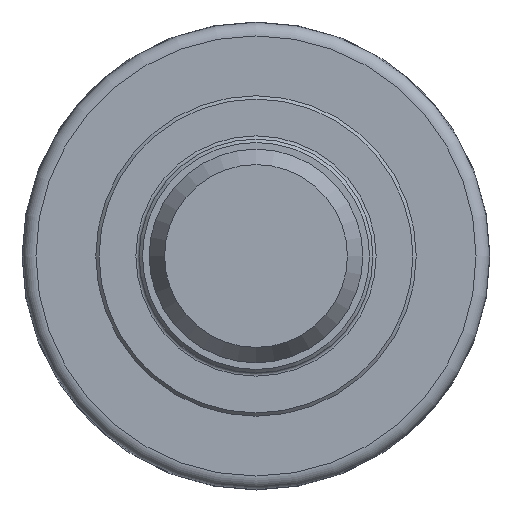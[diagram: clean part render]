
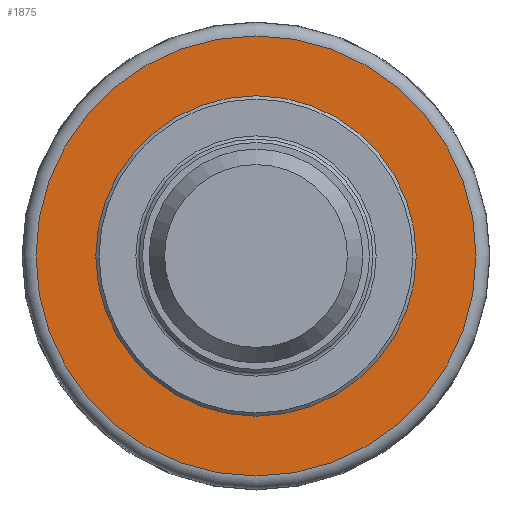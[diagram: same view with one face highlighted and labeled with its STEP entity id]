
A CAD part, left-side view. The second image highlights one B-rep face of the part: STEP entity #1875.
In plain terms, the highlighted planar face has unit normal (-1, 0, 0).
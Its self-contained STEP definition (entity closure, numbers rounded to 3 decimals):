
#60=FACE_BOUND('',#320,.T.);
#101=PLANE('',#2087);
#210=FACE_OUTER_BOUND('',#319,.T.);
#319=EDGE_LOOP('',(#1666,#1667));
#320=EDGE_LOOP('',(#1668));
#680=CIRCLE('',#2082,24.);
#684=CIRCLE('',#2088,32.959);
#685=CIRCLE('',#2089,32.959);
#877=VERTEX_POINT('',#3472);
#881=VERTEX_POINT('',#3483);
#882=VERTEX_POINT('',#3484);
#1146=EDGE_CURVE('',#877,#877,#680,.T.);
#1151=EDGE_CURVE('',#881,#882,#684,.T.);
#1152=EDGE_CURVE('',#882,#881,#685,.T.);
#1666=ORIENTED_EDGE('',*,*,#1151,.F.);
#1667=ORIENTED_EDGE('',*,*,#1152,.F.);
#1668=ORIENTED_EDGE('',*,*,#1146,.T.);
#1875=ADVANCED_FACE('',(#210,#60),#101,.T.);
#2082=AXIS2_PLACEMENT_3D('',#3473,#2589,#2590);
#2087=AXIS2_PLACEMENT_3D('',#3482,#2600,#2601);
#2088=AXIS2_PLACEMENT_3D('',#3485,#2602,#2603);
#2089=AXIS2_PLACEMENT_3D('',#3486,#2604,#2605);
#2589=DIRECTION('center_axis',(1.,0.,0.));
#2590=DIRECTION('ref_axis',(0.,1.,0.));
#2600=DIRECTION('center_axis',(-1.,0.,0.));
#2601=DIRECTION('ref_axis',(0.,0.,
-1.));
#2602=DIRECTION('center_axis',(1.,0.,0.));
#2603=DIRECTION('ref_axis',(0.,1.,0.));
#2604=DIRECTION('center_axis',(1.,0.,0.));
#2605=DIRECTION('ref_axis',(0.,1.,0.));
#3472=CARTESIAN_POINT('',(18.5,-24.,0.));
#3473=CARTESIAN_POINT('Origin',(18.5,0.,0.));
#3482=CARTESIAN_POINT('Origin',(18.5,-31.059,0.));
#3483=CARTESIAN_POINT('',(18.5,-32.959,0.));
#3484=CARTESIAN_POINT('',(18.5,0.,-32.959));
#3485=CARTESIAN_POINT('Origin',(18.5,0.,0.));
#3486=CARTESIAN_POINT('Origin',(18.5,0.,0.));
